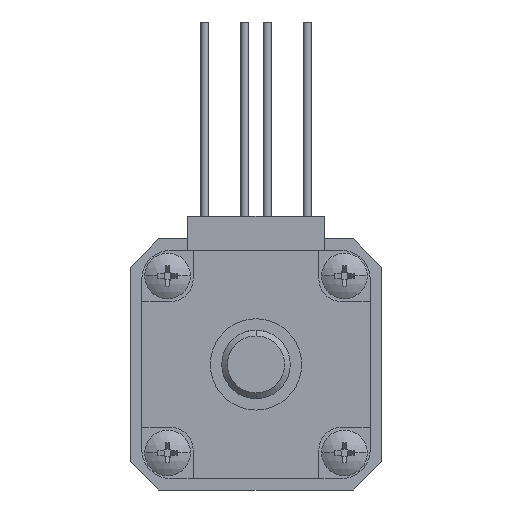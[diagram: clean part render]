
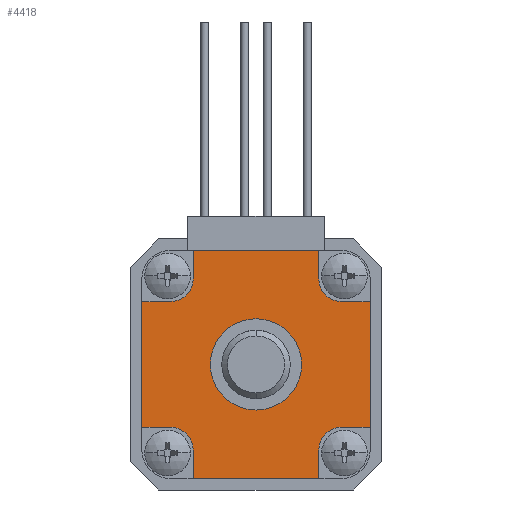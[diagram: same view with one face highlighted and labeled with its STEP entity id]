
A CAD part, front view. The second image highlights one B-rep face of the part: STEP entity #4418.
In plain terms, the highlighted planar face has unit normal (0, -1, 0).
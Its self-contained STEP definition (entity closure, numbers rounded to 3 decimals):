
#192 = AXIS2_PLACEMENT_3D ( 'NONE', #14163, #991, #3634 ) ;
#211 = LINE ( 'NONE', #5425, #5037 ) ;
#302 = ORIENTED_EDGE ( 'NONE', *, *, #10116, .T. ) ;
#352 = ORIENTED_EDGE ( 'NONE', *, *, #10946, .T. ) ;
#569 = CARTESIAN_POINT ( 'NONE',  ( -5.5, 0., -7.5 ) ) ;
#615 = VERTEX_POINT ( 'NONE', #2993 ) ;
#755 = VERTEX_POINT ( 'NONE', #16434 ) ;
#870 = DIRECTION ( 'NONE',  ( 0., 0., -1. ) ) ;
#991 = DIRECTION ( 'NONE',  ( 0., 1., 0. ) ) ;
#1179 = EDGE_LOOP ( 'NONE', ( #13598, #302, #9373, #11671, #11152, #14168, #6460, #8647, #10904, #8068, #7835, #9569, #6680, #13217, #9355, #9033 ) ) ;
#1313 = EDGE_CURVE ( 'NONE', #10525, #615, #12250, .T. ) ;
#1510 = DIRECTION ( 'NONE',  ( 0., 1., 0. ) ) ;
#1558 = LINE ( 'NONE', #6774, #11278 ) ;
#1610 = AXIS2_PLACEMENT_3D ( 'NONE', #10751, #13163, #6936 ) ;
#1635 = DIRECTION ( 'NONE',  ( 1., 0., 0. ) ) ;
#1669 = CARTESIAN_POINT ( 'NONE',  ( -7.5, 0., -10. ) ) ;
#2462 = CARTESIAN_POINT ( 'NONE',  ( -7.5, 0., 7.5 ) ) ;
#2525 = VERTEX_POINT ( 'NONE', #13784 ) ;
#2643 = DIRECTION ( 'NONE',  ( 0., 0., 1. ) ) ;
#2783 = VERTEX_POINT ( 'NONE', #10082 ) ;
#2993 = CARTESIAN_POINT ( 'NONE',  ( 5.5, 0., -7.5 ) ) ;
#3105 = EDGE_CURVE ( 'NONE', #10508, #4764, #12991, .T. ) ;
#3190 = DIRECTION ( 'NONE',  ( 0., 1., 0. ) ) ;
#3234 = CARTESIAN_POINT ( 'NONE',  ( -10., 0., -5.5 ) ) ;
#3377 = CARTESIAN_POINT ( 'NONE',  ( 0., 0., -4. ) ) ;
#3469 = VECTOR ( 'NONE', #6891, 1000. ) ;
#3600 = CIRCLE ( 'NONE', #13171, 2. ) ;
#3623 = EDGE_CURVE ( 'NONE', #10390, #14042, #10457, .T. ) ;
#3634 = DIRECTION ( 'NONE',  ( 0., 0., 1. ) ) ;
#3759 = FACE_BOUND ( 'NONE', #7750, .T. ) ;
#3823 = CARTESIAN_POINT ( 'NONE',  ( 10., 0., -5.5 ) ) ;
#3840 = VERTEX_POINT ( 'NONE', #15335 ) ;
#3841 = EDGE_CURVE ( 'NONE', #4566, #10390, #6393, .T. ) ;
#3891 = DIRECTION ( 'NONE',  ( 0., 0., 1. ) ) ;
#4068 = CARTESIAN_POINT ( 'NONE',  ( -7.5, 0., -5.5 ) ) ;
#4234 = EDGE_CURVE ( 'NONE', #8312, #14042, #1558, .T. ) ;
#4327 = LINE ( 'NONE', #9204, #10034 ) ;
#4418 = ADVANCED_FACE ( 'NONE', ( #3759, #9152 ), #8884, .F. ) ;
#4527 = CARTESIAN_POINT ( 'NONE',  ( -5.5, 0., 10. ) ) ;
#4566 = VERTEX_POINT ( 'NONE', #15408 ) ;
#4764 = VERTEX_POINT ( 'NONE', #13916 ) ;
#5037 = VECTOR ( 'NONE', #10705, 1000. ) ;
#5044 = DIRECTION ( 'NONE',  ( 0., 0., 1. ) ) ;
#5112 = EDGE_CURVE ( 'NONE', #755, #2525, #13484, .T. ) ;
#5425 = CARTESIAN_POINT ( 'NONE',  ( -10., 0., 5.5 ) ) ;
#5679 = CARTESIAN_POINT ( 'NONE',  ( -7.5, 0., 7.5 ) ) ;
#5923 = DIRECTION ( 'NONE',  ( 0., 0., -1. ) ) ;
#6069 = CARTESIAN_POINT ( 'NONE',  ( 5.5, 0., 10. ) ) ;
#6082 = CARTESIAN_POINT ( 'NONE',  ( 7.5, 0., 7.5 ) ) ;
#6200 = LINE ( 'NONE', #7392, #14551 ) ;
#6270 = AXIS2_PLACEMENT_3D ( 'NONE', #2462, #16779, #5044 ) ;
#6393 = CIRCLE ( 'NONE', #13766, 2. ) ;
#6460 = ORIENTED_EDGE ( 'NONE', *, *, #5112, .T. ) ;
#6495 = CIRCLE ( 'NONE', #16895, 2. ) ;
#6680 = ORIENTED_EDGE ( 'NONE', *, *, #15580, .T. ) ;
#6681 = CARTESIAN_POINT ( 'NONE',  ( 10., 0., 5.5 ) ) ;
#6762 = VECTOR ( 'NONE', #5923, 1000. ) ;
#6774 = CARTESIAN_POINT ( 'NONE',  ( -7.5, 0., 10. ) ) ;
#6800 = CIRCLE ( 'NONE', #1610, 2. ) ;
#6891 = DIRECTION ( 'NONE',  ( -1., 0., 0. ) ) ;
#6894 = DIRECTION ( 'NONE',  ( 0., 0., -1. ) ) ;
#6936 = DIRECTION ( 'NONE',  ( 0., 0., -1. ) ) ;
#7239 = EDGE_CURVE ( 'NONE', #7654, #4764, #211, .T. ) ;
#7241 = VERTEX_POINT ( 'NONE', #15873 ) ;
#7392 = CARTESIAN_POINT ( 'NONE',  ( -10., 0., -5.5 ) ) ;
#7654 = VERTEX_POINT ( 'NONE', #8214 ) ;
#7735 = CARTESIAN_POINT ( 'NONE',  ( 5.5, 0., 7.5 ) ) ;
#7750 = EDGE_LOOP ( 'NONE', ( #352, #15788 ) ) ;
#7794 = CARTESIAN_POINT ( 'NONE',  ( 10., 0., -5.5 ) ) ;
#7835 = ORIENTED_EDGE ( 'NONE', *, *, #8388, .T. ) ;
#7959 = LINE ( 'NONE', #6681, #13429 ) ;
#8068 = ORIENTED_EDGE ( 'NONE', *, *, #13517, .T. ) ;
#8214 = CARTESIAN_POINT ( 'NONE',  ( -7.5, 0., 5.5 ) ) ;
#8312 = VERTEX_POINT ( 'NONE', #4527 ) ;
#8388 = EDGE_CURVE ( 'NONE', #3840, #15526, #11595, .T. ) ;
#8454 = CARTESIAN_POINT ( 'NONE',  ( 5.5, 0., -10. ) ) ;
#8647 = ORIENTED_EDGE ( 'NONE', *, *, #11142, .F. ) ;
#8698 = CARTESIAN_POINT ( 'NONE',  ( 5.5, 0., -7.5 ) ) ;
#8884 = PLANE ( 'NONE',  #6270 ) ;
#9033 = ORIENTED_EDGE ( 'NONE', *, *, #4234, .F. ) ;
#9129 = DIRECTION ( 'NONE',  ( 1., 0., 0. ) ) ;
#9132 = VECTOR ( 'NONE', #9129, 1000. ) ;
#9152 = FACE_OUTER_BOUND ( 'NONE', #1179, .T. ) ;
#9189 = DIRECTION ( 'NONE',  ( 0., 0., 1. ) ) ;
#9204 = CARTESIAN_POINT ( 'NONE',  ( 10., 0., 7.5 ) ) ;
#9315 = CIRCLE ( 'NONE', #13987, 4. ) ;
#9355 = ORIENTED_EDGE ( 'NONE', *, *, #3623, .T. ) ;
#9358 = VECTOR ( 'NONE', #2643, 1000. ) ;
#9373 = ORIENTED_EDGE ( 'NONE', *, *, #7239, .T. ) ;
#9432 = VERTEX_POINT ( 'NONE', #14969 ) ;
#9569 = ORIENTED_EDGE ( 'NONE', *, *, #12174, .F. ) ;
#9618 = DIRECTION ( 'NONE',  ( 0., 0., -1. ) ) ;
#9760 = DIRECTION ( 'NONE',  ( 0., 1., 0. ) ) ;
#9763 = VERTEX_POINT ( 'NONE', #3377 ) ;
#10034 = VECTOR ( 'NONE', #6894, 1000. ) ;
#10066 = CARTESIAN_POINT ( 'NONE',  ( -10., 0., 7.5 ) ) ;
#10082 = CARTESIAN_POINT ( 'NONE',  ( 0., 0., 4. ) ) ;
#10116 = EDGE_CURVE ( 'NONE', #7241, #7654, #6495, .T. ) ;
#10390 = VERTEX_POINT ( 'NONE', #14311 ) ;
#10457 = LINE ( 'NONE', #7735, #15396 ) ;
#10508 = VERTEX_POINT ( 'NONE', #3234 ) ;
#10525 = VERTEX_POINT ( 'NONE', #8454 ) ;
#10705 = DIRECTION ( 'NONE',  ( -1., 0., 0. ) ) ;
#10713 = LINE ( 'NONE', #1669, #3469 ) ;
#10751 = CARTESIAN_POINT ( 'NONE',  ( -7.5, 0., -7.5 ) ) ;
#10824 = CIRCLE ( 'NONE', #192, 4. ) ;
#10904 = ORIENTED_EDGE ( 'NONE', *, *, #1313, .T. ) ;
#10946 = EDGE_CURVE ( 'NONE', #9763, #2783, #10824, .T. ) ;
#11142 = EDGE_CURVE ( 'NONE', #10525, #2525, #10713, .T. ) ;
#11152 = ORIENTED_EDGE ( 'NONE', *, *, #14552, .T. ) ;
#11247 = EDGE_CURVE ( 'NONE', #8312, #7241, #12424, .T. ) ;
#11278 = VECTOR ( 'NONE', #1635, 1000. ) ;
#11595 = LINE ( 'NONE', #3823, #9132 ) ;
#11671 = ORIENTED_EDGE ( 'NONE', *, *, #3105, .F. ) ;
#11876 = DIRECTION ( 'NONE',  ( -1., 0., 0. ) ) ;
#11944 = VECTOR ( 'NONE', #12325, 1000. ) ;
#12174 = EDGE_CURVE ( 'NONE', #9432, #15526, #4327, .T. ) ;
#12176 = DIRECTION ( 'NONE',  ( 0., 0., 1. ) ) ;
#12250 = LINE ( 'NONE', #8698, #11944 ) ;
#12325 = DIRECTION ( 'NONE',  ( 0., 0., 1. ) ) ;
#12403 = VECTOR ( 'NONE', #9618, 1000. ) ;
#12424 = LINE ( 'NONE', #14760, #6762 ) ;
#12687 = EDGE_CURVE ( 'NONE', #14702, #755, #6800, .T. ) ;
#12991 = LINE ( 'NONE', #10066, #9358 ) ;
#13163 = DIRECTION ( 'NONE',  ( 0., 1., 0. ) ) ;
#13171 = AXIS2_PLACEMENT_3D ( 'NONE', #14243, #1510, #3891 ) ;
#13217 = ORIENTED_EDGE ( 'NONE', *, *, #3841, .T. ) ;
#13288 = EDGE_CURVE ( 'NONE', #2783, #9763, #9315, .T. ) ;
#13429 = VECTOR ( 'NONE', #11876, 1000. ) ;
#13484 = LINE ( 'NONE', #569, #12403 ) ;
#13517 = EDGE_CURVE ( 'NONE', #615, #3840, #3600, .T. ) ;
#13598 = ORIENTED_EDGE ( 'NONE', *, *, #11247, .T. ) ;
#13766 = AXIS2_PLACEMENT_3D ( 'NONE', #6082, #9760, #870 ) ;
#13784 = CARTESIAN_POINT ( 'NONE',  ( -5.5, 0., -10. ) ) ;
#13916 = CARTESIAN_POINT ( 'NONE',  ( -10., 0., 5.5 ) ) ;
#13987 = AXIS2_PLACEMENT_3D ( 'NONE', #16826, #16740, #16656 ) ;
#14042 = VERTEX_POINT ( 'NONE', #6069 ) ;
#14163 = CARTESIAN_POINT ( 'NONE',  ( 0., 0., 0. ) ) ;
#14168 = ORIENTED_EDGE ( 'NONE', *, *, #12687, .T. ) ;
#14243 = CARTESIAN_POINT ( 'NONE',  ( 7.5, 0., -7.5 ) ) ;
#14311 = CARTESIAN_POINT ( 'NONE',  ( 5.5, 0., 7.5 ) ) ;
#14551 = VECTOR ( 'NONE', #15286, 1000. ) ;
#14552 = EDGE_CURVE ( 'NONE', #10508, #14702, #6200, .T. ) ;
#14702 = VERTEX_POINT ( 'NONE', #4068 ) ;
#14760 = CARTESIAN_POINT ( 'NONE',  ( -5.5, 0., 7.5 ) ) ;
#14969 = CARTESIAN_POINT ( 'NONE',  ( 10., 0., 5.5 ) ) ;
#15286 = DIRECTION ( 'NONE',  ( 1., 0., 0. ) ) ;
#15335 = CARTESIAN_POINT ( 'NONE',  ( 7.5, 0., -5.5 ) ) ;
#15396 = VECTOR ( 'NONE', #9189, 1000. ) ;
#15408 = CARTESIAN_POINT ( 'NONE',  ( 7.5, 0., 5.5 ) ) ;
#15526 = VERTEX_POINT ( 'NONE', #7794 ) ;
#15580 = EDGE_CURVE ( 'NONE', #9432, #4566, #7959, .T. ) ;
#15788 = ORIENTED_EDGE ( 'NONE', *, *, #13288, .T. ) ;
#15873 = CARTESIAN_POINT ( 'NONE',  ( -5.5, 0., 7.5 ) ) ;
#16434 = CARTESIAN_POINT ( 'NONE',  ( -5.5, 0., -7.5 ) ) ;
#16656 = DIRECTION ( 'NONE',  ( 0., 0., 1. ) ) ;
#16740 = DIRECTION ( 'NONE',  ( 0., 1., 0. ) ) ;
#16779 = DIRECTION ( 'NONE',  ( 0., 1., 0. ) ) ;
#16826 = CARTESIAN_POINT ( 'NONE',  ( 0., 0., 0. ) ) ;
#16895 = AXIS2_PLACEMENT_3D ( 'NONE', #5679, #3190, #12176 ) ;
